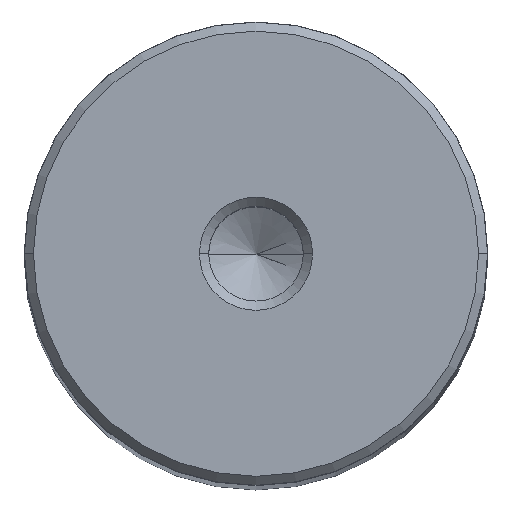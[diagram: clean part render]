
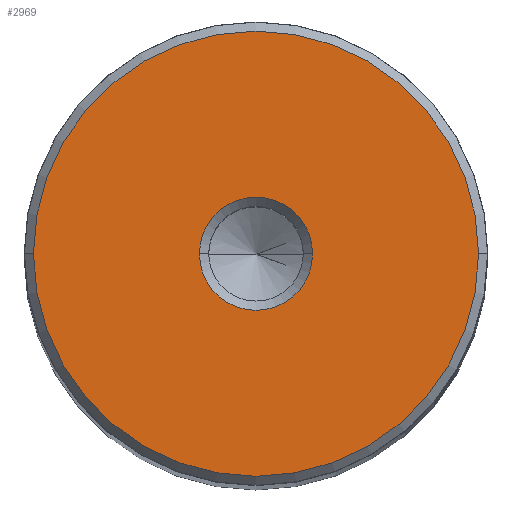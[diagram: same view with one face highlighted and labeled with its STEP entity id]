
A CAD part, top view. The second image highlights one B-rep face of the part: STEP entity #2969.
In plain terms, the highlighted planar face has unit normal (0, 0, 1).
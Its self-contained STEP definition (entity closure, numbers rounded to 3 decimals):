
#76 = VERTEX_POINT ( 'NONE', #569 ) ;
#120 = DIRECTION ( 'NONE',  ( 0., 0., 1. ) ) ;
#133 = CARTESIAN_POINT ( 'NONE',  ( 0., 0., 280. ) ) ;
#215 = FACE_OUTER_BOUND ( 'NONE', #2487, .T. ) ;
#299 = PLANE ( 'NONE',  #1341 ) ;
#362 = DIRECTION ( 'NONE',  ( 1., 0., 0. ) ) ;
#551 = CARTESIAN_POINT ( 'NONE',  ( 0., 0., 280. ) ) ;
#569 = CARTESIAN_POINT ( 'NONE',  ( -24., 0., 280. ) ) ;
#582 = VERTEX_POINT ( 'NONE', #2350 ) ;
#747 = CIRCLE ( 'NONE', #2650, 6.1 ) ;
#798 = ORIENTED_EDGE ( 'NONE', *, *, #2379, .T. ) ;
#808 = AXIS2_PLACEMENT_3D ( 'NONE', #551, #120, #1027 ) ;
#823 = DIRECTION ( 'NONE',  ( 0., 0., 1. ) ) ;
#1027 = DIRECTION ( 'NONE',  ( 1., 0., 0. ) ) ;
#1083 = CIRCLE ( 'NONE', #808, 24. ) ;
#1234 = DIRECTION ( 'NONE',  ( 1., 0., 0. ) ) ;
#1341 = AXIS2_PLACEMENT_3D ( 'NONE', #1719, #2419, #1234 ) ;
#1490 = AXIS2_PLACEMENT_3D ( 'NONE', #1548, #823, #362 ) ;
#1504 = CARTESIAN_POINT ( 'NONE',  ( 6.1, 0., 280. ) ) ;
#1548 = CARTESIAN_POINT ( 'NONE',  ( 0., 0., 280. ) ) ;
#1565 = EDGE_LOOP ( 'NONE', ( #1589, #798 ) ) ;
#1589 = ORIENTED_EDGE ( 'NONE', *, *, #2793, .T. ) ;
#1719 = CARTESIAN_POINT ( 'NONE',  ( 0., 0., 280. ) ) ;
#1756 = VERTEX_POINT ( 'NONE', #1816 ) ;
#1775 = DIRECTION ( 'NONE',  ( 1., 0., 0. ) ) ;
#1812 = ORIENTED_EDGE ( 'NONE', *, *, #2507, .T. ) ;
#1816 = CARTESIAN_POINT ( 'NONE',  ( 24., 0., 280. ) ) ;
#1927 = FACE_BOUND ( 'NONE', #1565, .T. ) ;
#1931 = ORIENTED_EDGE ( 'NONE', *, *, #2034, .T. ) ;
#1970 = DIRECTION ( 'NONE',  ( 1., 0., 0. ) ) ;
#2034 = EDGE_CURVE ( 'NONE', #1756, #76, #1083, .T. ) ;
#2121 = CIRCLE ( 'NONE', #2853, 6.1 ) ;
#2350 = CARTESIAN_POINT ( 'NONE',  ( -6.1, 0., 280. ) ) ;
#2354 = CIRCLE ( 'NONE', #1490, 24. ) ;
#2379 = EDGE_CURVE ( 'NONE', #582, #2838, #2121, .T. ) ;
#2419 = DIRECTION ( 'NONE',  ( 0., 0., 1. ) ) ;
#2487 = EDGE_LOOP ( 'NONE', ( #1812, #1931 ) ) ;
#2495 = DIRECTION ( 'NONE',  ( 0., 0., -1. ) ) ;
#2507 = EDGE_CURVE ( 'NONE', #76, #1756, #2354, .T. ) ;
#2650 = AXIS2_PLACEMENT_3D ( 'NONE', #2945, #2693, #1970 ) ;
#2693 = DIRECTION ( 'NONE',  ( 0., 0., -1. ) ) ;
#2793 = EDGE_CURVE ( 'NONE', #2838, #582, #747, .T. ) ;
#2838 = VERTEX_POINT ( 'NONE', #1504 ) ;
#2853 = AXIS2_PLACEMENT_3D ( 'NONE', #133, #2495, #1775 ) ;
#2945 = CARTESIAN_POINT ( 'NONE',  ( 0., 0., 280. ) ) ;
#2969 = ADVANCED_FACE ( 'NONE', ( #1927, #215 ), #299, .T. ) ;
